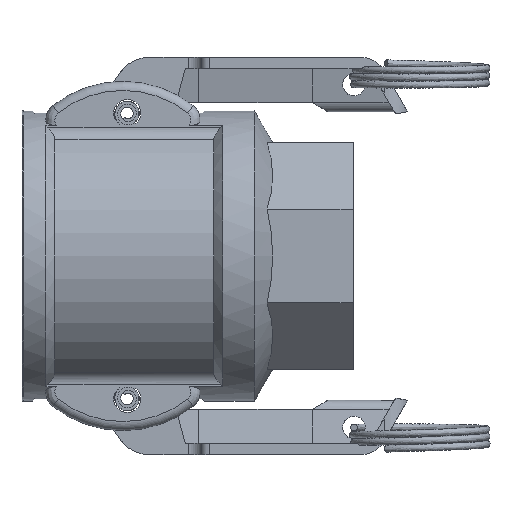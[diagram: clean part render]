
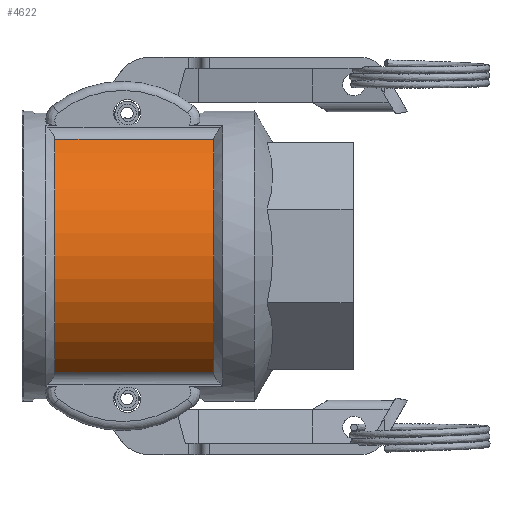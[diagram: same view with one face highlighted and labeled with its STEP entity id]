
A CAD part, front view. The second image highlights one B-rep face of the part: STEP entity #4622.
In plain terms, the highlighted cylindrical face has radius 30 mm (diameter 60 mm), a partial arc.
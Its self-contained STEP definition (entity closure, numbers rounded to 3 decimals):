
#359=CIRCLE('',#5056,30.);
#363=CIRCLE('',#5063,30.);
#733=LINE('',#9607,#1041);
#735=LINE('',#9664,#1043);
#1041=VECTOR('',#6226,10.);
#1043=VECTOR('',#6242,10.);
#1145=CYLINDRICAL_SURFACE('',#5103,30.);
#1371=FACE_OUTER_BOUND('',#1616,.T.);
#1616=EDGE_LOOP('',(#4138,#4139,#4140,#4141));
#2117=VERTEX_POINT('',#9596);
#2119=VERTEX_POINT('',#9606);
#2124=VERTEX_POINT('',#9634);
#2127=VERTEX_POINT('',#9654);
#2760=EDGE_CURVE('',#2117,#2119,#733,.T.);
#2768=EDGE_CURVE('',#2124,#2117,#359,.T.);
#2774=EDGE_CURVE('',#2127,#2124,#735,.T.);
#2776=EDGE_CURVE('',#2127,#2119,#363,.T.);
#4138=ORIENTED_EDGE('',*,*,#2760,.F.);
#4139=ORIENTED_EDGE('',*,*,#2768,.F.);
#4140=ORIENTED_EDGE('',*,*,#2774,.F.);
#4141=ORIENTED_EDGE('',*,*,#2776,.T.);
#4622=ADVANCED_FACE('',(#1371),#1145,.T.);
#5056=AXIS2_PLACEMENT_3D('',#9643,#6230,#6231);
#5063=AXIS2_PLACEMENT_3D('',#9667,#6246,#6247);
#5103=AXIS2_PLACEMENT_3D('',#9871,#6333,#6334);
#6226=DIRECTION('',(1.,0.,0.));
#6230=DIRECTION('center_axis',(-1.,0.,0.));
#6231=DIRECTION('ref_axis',(0.,0.,1.));
#6242=DIRECTION('',(-1.,0.,0.));
#6246=DIRECTION('center_axis',(-1.,0.,0.));
#6247=DIRECTION('ref_axis',(0.,0.,1.));
#6333=DIRECTION('center_axis',(-1.,0.,0.));
#6334=DIRECTION('ref_axis',(0.,0.,1.));
#9596=CARTESIAN_POINT('',(-19.5,-15.455,25.713));
#9606=CARTESIAN_POINT('',(15.5,-15.455,25.713));
#9607=CARTESIAN_POINT('',(-2.,-15.455,25.713));
#9634=CARTESIAN_POINT('',(-19.5,-15.455,-25.713));
#9643=CARTESIAN_POINT('Origin',(-19.5,0.,0.));
#9654=CARTESIAN_POINT('',(15.5,-15.455,-25.713));
#9664=CARTESIAN_POINT('',(-2.,-15.455,-25.713));
#9667=CARTESIAN_POINT('Origin',(15.5,0.,0.));
#9871=CARTESIAN_POINT('Origin',(-2.,0.,0.));
